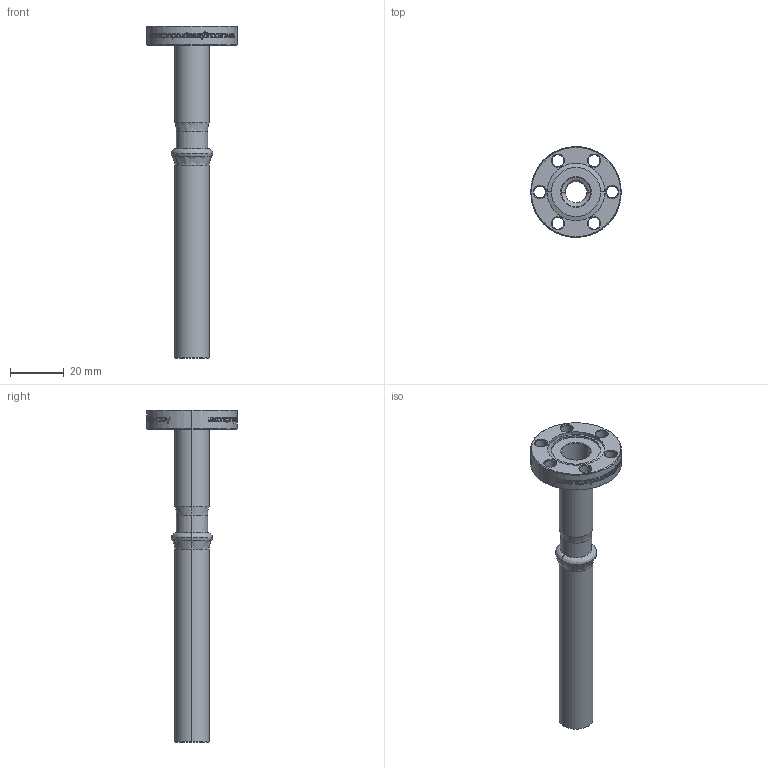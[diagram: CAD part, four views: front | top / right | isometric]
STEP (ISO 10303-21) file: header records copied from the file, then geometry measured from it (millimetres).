
FILE_DESCRIPTION (( 'STEP AP203' ), '1' );
FILE_NAME ('211020.stp', '2018-05-21T17:30:05', ( '' ), ( '' ), 'SwSTEP 2.0', 'SolidWorks 2012', '' );
FILE_SCHEMA (( 'CONFIG_CONTROL_DESIGN' ));
Products named in the file (1): 211020
Bounding box: 33.78 x 33.78 x 123.83 mm (x, y, z)
Volume: 9125.2 mm3; surface area: 11808.1 mm2
Topology: 1 solids, 1 shells, 882 faces, 2410 edges, 1592 vertices
Faces by surface type: bspline 526, plane 232, cylinder 88, cone 36
Entity records: 64613 total; most frequent: CARTESIAN_POINT 45425, ORIENTED_EDGE 4820, DIRECTION 2468, EDGE_CURVE 2410, VERTEX_POINT 1592, B_SPLINE_CURVE_WITH_KNOTS 1028, LINE 1010, VECTOR 1010
